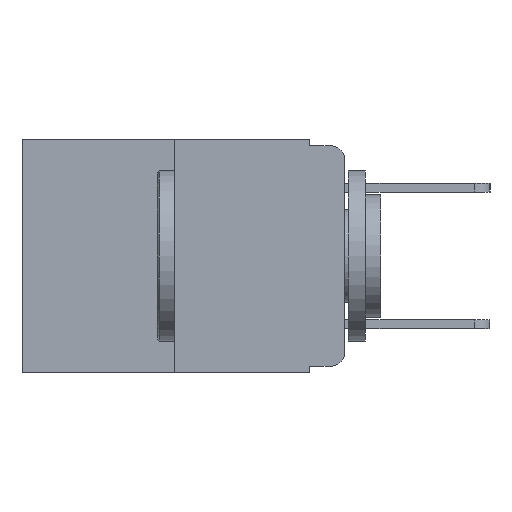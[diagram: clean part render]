
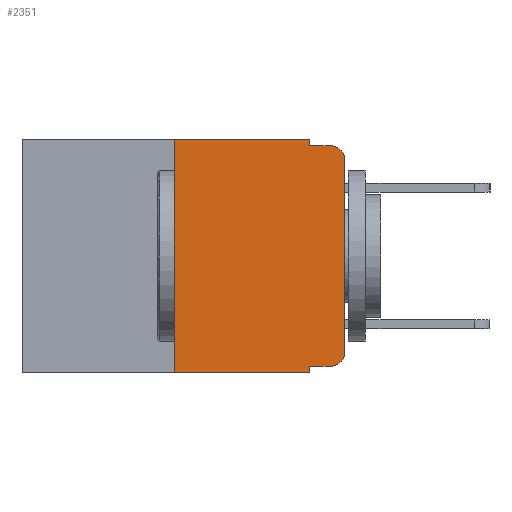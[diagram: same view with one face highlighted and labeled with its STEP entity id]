
A CAD part, left-side view. The second image highlights one B-rep face of the part: STEP entity #2351.
In plain terms, the highlighted planar face has unit normal (-1, 0, 0).
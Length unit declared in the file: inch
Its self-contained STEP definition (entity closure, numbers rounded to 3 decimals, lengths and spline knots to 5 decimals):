
#12 = ORIENTED_EDGE ( 'NONE', *, *, #3819, .F. ) ;
#191 = VECTOR ( 'NONE', #7775, 39.37008 ) ;
#320 = VERTEX_POINT ( 'NONE', #2551 ) ;
#379 = ORIENTED_EDGE ( 'NONE', *, *, #11724, .T. ) ;
#429 = VERTEX_POINT ( 'NONE', #4734 ) ;
#787 = DIRECTION ( 'NONE',  ( 1., 0., 0. ) ) ;
#850 = EDGE_CURVE ( 'NONE', #7783, #7676, #10153, .T. ) ;
#880 = CARTESIAN_POINT ( 'NONE',  ( 0., 0.25, 0. ) ) ;
#1010 = LINE ( 'NONE', #10986, #11861 ) ;
#1267 = ORIENTED_EDGE ( 'NONE', *, *, #8273, .F. ) ;
#1554 = VERTEX_POINT ( 'NONE', #2969 ) ;
#1663 = VERTEX_POINT ( 'NONE', #2046 ) ;
#1808 = CARTESIAN_POINT ( 'NONE',  ( 0., 0.473, 0. ) ) ;
#1975 = EDGE_LOOP ( 'NONE', ( #379, #3704, #12, #4044, #6813, #1267, #9872, #10190, #12858, #2431 ) ) ;
#2046 = CARTESIAN_POINT ( 'NONE',  ( 0., 0.25, -0.343 ) ) ;
#2176 = DIRECTION ( 'NONE',  ( 0., 0., 1. ) ) ;
#2251 = EDGE_CURVE ( 'NONE', #4956, #429, #6615, .T. ) ;
#2351 = ADVANCED_FACE ( 'NONE', ( #3111 ), #3681, .F. ) ;
#2431 = ORIENTED_EDGE ( 'NONE', *, *, #10941, .T. ) ;
#2551 = CARTESIAN_POINT ( 'NONE',  ( 0., 0., -0.313 ) ) ;
#2595 = CIRCLE ( 'NONE', #9754, 0.02 ) ;
#2599 = DIRECTION ( 'NONE',  ( 0., -1., 0. ) ) ;
#2618 = CARTESIAN_POINT ( 'NONE',  ( 0., 0.02, -0.03 ) ) ;
#2796 = DIRECTION ( 'NONE',  ( 0., 0., -1. ) ) ;
#2969 = CARTESIAN_POINT ( 'NONE',  ( 0., 0., -0.03 ) ) ;
#3111 = FACE_OUTER_BOUND ( 'NONE', #1975, .T. ) ;
#3471 = VECTOR ( 'NONE', #2796, 39.37008 ) ;
#3571 = LINE ( 'NONE', #6547, #191 ) ;
#3681 = PLANE ( 'NONE',  #11758 ) ;
#3704 = ORIENTED_EDGE ( 'NONE', *, *, #12322, .T. ) ;
#3771 = DIRECTION ( 'NONE',  ( 0., 0., -1. ) ) ;
#3819 = EDGE_CURVE ( 'NONE', #429, #4264, #4313, .T. ) ;
#3951 = VECTOR ( 'NONE', #2599, 39.37008 ) ;
#4044 = ORIENTED_EDGE ( 'NONE', *, *, #2251, .F. ) ;
#4064 = CARTESIAN_POINT ( 'NONE',  ( 0., 0., 0. ) ) ;
#4264 = VERTEX_POINT ( 'NONE', #11666 ) ;
#4307 = VECTOR ( 'NONE', #4996, 39.37008 ) ;
#4313 = LINE ( 'NONE', #10250, #3951 ) ;
#4702 = VECTOR ( 'NONE', #10090, 39.37008 ) ;
#4734 = CARTESIAN_POINT ( 'NONE',  ( 0., 0.051, -0.01 ) ) ;
#4824 = VERTEX_POINT ( 'NONE', #7953 ) ;
#4956 = VERTEX_POINT ( 'NONE', #5178 ) ;
#4996 = DIRECTION ( 'NONE',  ( 0., -1., 0. ) ) ;
#5044 = DIRECTION ( 'NONE',  ( -1., 0., 0. ) ) ;
#5178 = CARTESIAN_POINT ( 'NONE',  ( 0., 0.051, 0. ) ) ;
#5340 = LINE ( 'NONE', #880, #12493 ) ;
#6033 = DIRECTION ( 'NONE',  ( 0., 0., -1. ) ) ;
#6547 = CARTESIAN_POINT ( 'NONE',  ( 0., 0.473, -0.343 ) ) ;
#6615 = LINE ( 'NONE', #13497, #3471 ) ;
#6813 = ORIENTED_EDGE ( 'NONE', *, *, #12398, .F. ) ;
#6929 = CARTESIAN_POINT ( 'NONE',  ( 0., 0.051, -0.333 ) ) ;
#7676 = VERTEX_POINT ( 'NONE', #13457 ) ;
#7775 = DIRECTION ( 'NONE',  ( 0., -1., 0. ) ) ;
#7783 = VERTEX_POINT ( 'NONE', #6929 ) ;
#7953 = CARTESIAN_POINT ( 'NONE',  ( 0., 0.02, -0.333 ) ) ;
#8172 = CIRCLE ( 'NONE', #10887, 0.02 ) ;
#8273 = EDGE_CURVE ( 'NONE', #1663, #10610, #5340, .T. ) ;
#9306 = DIRECTION ( 'NONE',  ( 0., 0., 1. ) ) ;
#9481 = LINE ( 'NONE', #11045, #4307 ) ;
#9754 = AXIS2_PLACEMENT_3D ( 'NONE', #2618, #9985, #3771 ) ;
#9872 = ORIENTED_EDGE ( 'NONE', *, *, #11303, .T. ) ;
#9985 = DIRECTION ( 'NONE',  ( -1., 0., 0. ) ) ;
#10082 = DIRECTION ( 'NONE',  ( 0., -1., 0. ) ) ;
#10090 = DIRECTION ( 'NONE',  ( 0., 0., -1. ) ) ;
#10153 = LINE ( 'NONE', #10155, #4702 ) ;
#10155 = CARTESIAN_POINT ( 'NONE',  ( 0., 0.051, 0. ) ) ;
#10190 = ORIENTED_EDGE ( 'NONE', *, *, #850, .F. ) ;
#10250 = CARTESIAN_POINT ( 'NONE',  ( 0., 0.051, -0.01 ) ) ;
#10309 = EDGE_CURVE ( 'NONE', #7783, #4824, #9481, .T. ) ;
#10366 = VECTOR ( 'NONE', #9306, 39.37008 ) ;
#10610 = VERTEX_POINT ( 'NONE', #10680 ) ;
#10680 = CARTESIAN_POINT ( 'NONE',  ( 0., 0.25, 0. ) ) ;
#10887 = AXIS2_PLACEMENT_3D ( 'NONE', #11079, #5044, #11956 ) ;
#10941 = EDGE_CURVE ( 'NONE', #4824, #320, #8172, .T. ) ;
#10986 = CARTESIAN_POINT ( 'NONE',  ( 0., 0.473, 0. ) ) ;
#11045 = CARTESIAN_POINT ( 'NONE',  ( 0., 0.051, -0.333 ) ) ;
#11079 = CARTESIAN_POINT ( 'NONE',  ( 0., 0.02, -0.313 ) ) ;
#11303 = EDGE_CURVE ( 'NONE', #1663, #7676, #3571, .T. ) ;
#11666 = CARTESIAN_POINT ( 'NONE',  ( 0., 0.02, -0.01 ) ) ;
#11724 = EDGE_CURVE ( 'NONE', #320, #1554, #12441, .T. ) ;
#11758 = AXIS2_PLACEMENT_3D ( 'NONE', #1808, #787, #6033 ) ;
#11861 = VECTOR ( 'NONE', #10082, 39.37008 ) ;
#11956 = DIRECTION ( 'NONE',  ( 0., 0., -1. ) ) ;
#12322 = EDGE_CURVE ( 'NONE', #1554, #4264, #2595, .T. ) ;
#12398 = EDGE_CURVE ( 'NONE', #10610, #4956, #1010, .T. ) ;
#12441 = LINE ( 'NONE', #4064, #10366 ) ;
#12493 = VECTOR ( 'NONE', #2176, 39.37008 ) ;
#12858 = ORIENTED_EDGE ( 'NONE', *, *, #10309, .T. ) ;
#13457 = CARTESIAN_POINT ( 'NONE',  ( 0., 0.051, -0.343 ) ) ;
#13497 = CARTESIAN_POINT ( 'NONE',  ( 0., 0.051, 0. ) ) ;
